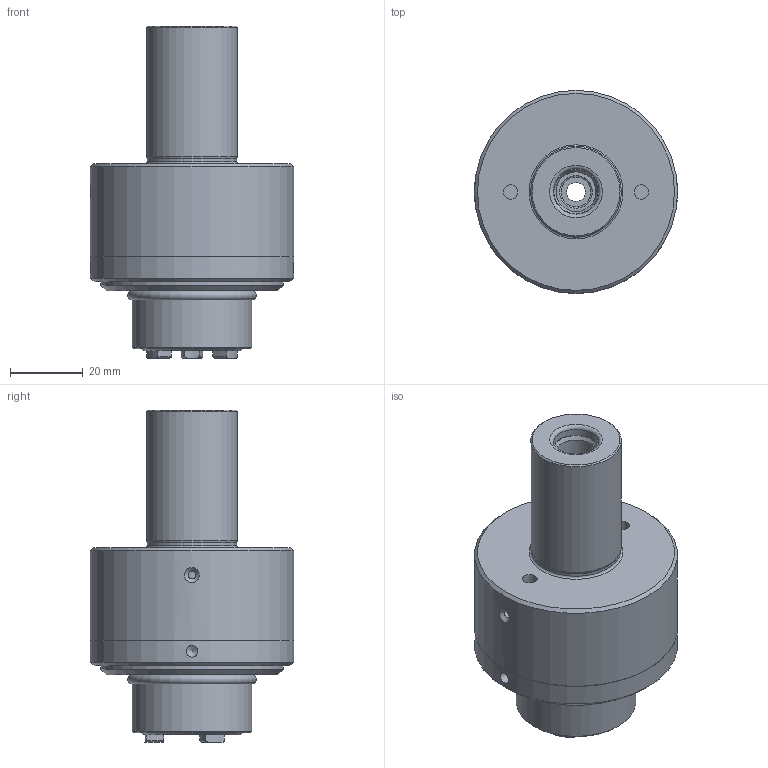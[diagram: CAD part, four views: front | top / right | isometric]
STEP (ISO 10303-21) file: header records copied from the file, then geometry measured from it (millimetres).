
FILE_DESCRIPTION(/* description */ (''),/* implementation_level */ '2;1');
FILE_NAME(/* name */ '262592003.stp',/* time_stamp */ '2021-01-21T11:11:00',/* author */ ('LRA'),/* organization */ ('REGO-FIX'),/* preprocessor_version */ ' Unknown',/* originating_system */ 'SIEMENS PLM Software Solid Edge ST10',/* authorization */ 'Unknown');
FILE_SCHEMA (('AUTOMOTIVE_DESIGN { 1 0 10303 214 2 1 1}'));
Length unit declared in the file: millimetre
Products named in the file (1): NOCUT
Bounding box: 56 x 56 x 91.5 mm (x, y, z)
Volume: 83303.1 mm3; surface area: 35361.2 mm2
Topology: 1 solids, 3 shells, 155 faces, 337 edges, 210 vertices
Faces by surface type: cylinder 49, cone 42, plane 35, torus 26, bspline 3
Full cylindrical faces by diameter (mm): 2.113 x1, 3.2 x2, 4 x4, 5.2 x2, 7.4 x1, 9 x2, 11 x1, 12 x1, 12.5 x2, 14 x1, 16 x1, 21.914 x1, 24.7 x1, 25 x2, 28 x1, 28.5 x1, 33 x2, 33.2 x1, 43.9 x1, 44.5 x1, 46 x1, 46.4 x1, 46.5 x1, 46.6 x1, 47 x1, 48 x1, 48.5 x1, 50.3 x1, 56 x2
Entity records: 5020 total; most frequent: CARTESIAN_POINT 1032, DIRECTION 652, ORIENTED_EDGE 404, AXIS2_PLACEMENT_3D 320, FACE_BOUND 296, EDGE_LOOP 294, EDGE_CURVE 202, VERTEX_POINT 178
